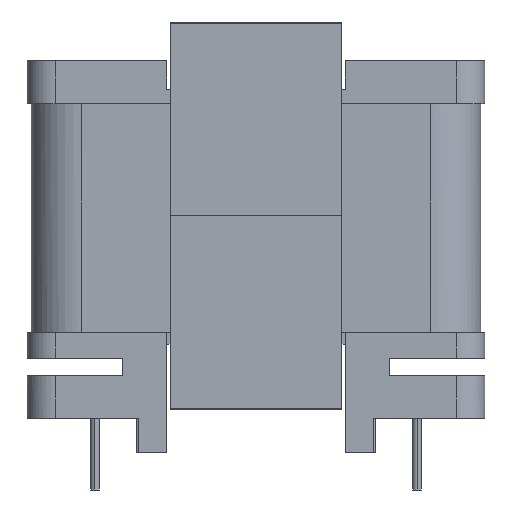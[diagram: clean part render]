
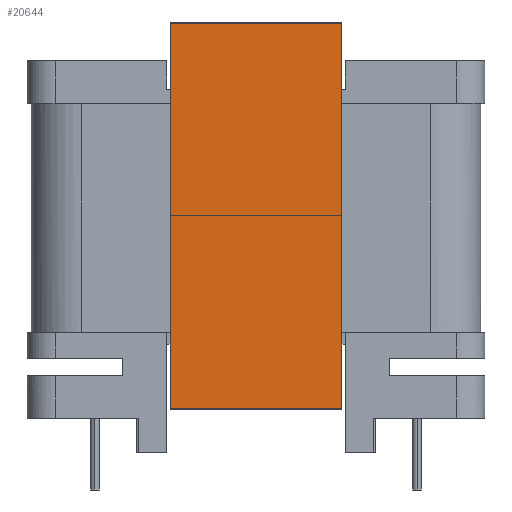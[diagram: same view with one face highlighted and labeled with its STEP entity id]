
A CAD part, left-side view. The second image highlights one B-rep face of the part: STEP entity #20644.
In plain terms, the highlighted free-form (B-spline) face has degree [1, 1] with [2, 2] control points.
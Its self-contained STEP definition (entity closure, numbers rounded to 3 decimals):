
#19232 = VERTEX_POINT('',#19233);
#19233 = CARTESIAN_POINT('',(-29.125,-8.578,
    39.601));
#19248 = VERTEX_POINT('',#19249);
#19249 = CARTESIAN_POINT('',(-29.125,8.578,
    39.601));
#19254 = EDGE_CURVE('',#19248,#19232,#19255,.T.);
#19255 = B_SPLINE_CURVE_WITH_KNOTS('',1,(#19256,#19257),.UNSPECIFIED.,
  .F.,.F.,(2,2),(-0.,12.),.PIECEWISE_BEZIER_KNOTS.);
#19256 = CARTESIAN_POINT('',(-29.125,8.578,
    39.601));
#19257 = CARTESIAN_POINT('',(-29.125,-8.578,
    39.601));
#20532 = EDGE_CURVE('',#20533,#19248,#20535,.T.);
#20533 = VERTEX_POINT('',#20534);
#20534 = CARTESIAN_POINT('',(-29.125,8.578,
    0.858));
#20535 = B_SPLINE_CURVE_WITH_KNOTS('',1,(#20536,#20537),.UNSPECIFIED.,
  .F.,.F.,(2,2),(-0.1,27.),.PIECEWISE_BEZIER_KNOTS.);
#20536 = CARTESIAN_POINT('',(-29.125,8.578,
    0.858));
#20537 = CARTESIAN_POINT('',(-29.125,8.578,
    39.601));
#20590 = EDGE_CURVE('',#20591,#19232,#20593,.T.);
#20591 = VERTEX_POINT('',#20592);
#20592 = CARTESIAN_POINT('',(-29.125,-8.578,
    0.858));
#20593 = B_SPLINE_CURVE_WITH_KNOTS('',1,(#20594,#20595),.UNSPECIFIED.,
  .F.,.F.,(2,2),(-0.1,27.),.PIECEWISE_BEZIER_KNOTS.);
#20594 = CARTESIAN_POINT('',(-29.125,-8.578,
    0.858));
#20595 = CARTESIAN_POINT('',(-29.125,-8.578,
    39.601));
#20644 = ADVANCED_FACE('',(#20645),#20655,.F.);
#20645 = FACE_BOUND('',#20646,.T.);
#20646 = EDGE_LOOP('',(#20647,#20648,#20649,#20650));
#20647 = ORIENTED_EDGE('',*,*,#20590,.T.);
#20648 = ORIENTED_EDGE('',*,*,#19254,.F.);
#20649 = ORIENTED_EDGE('',*,*,#20532,.F.);
#20650 = ORIENTED_EDGE('',*,*,#20651,.T.);
#20651 = EDGE_CURVE('',#20533,#20591,#20652,.T.);
#20652 = B_SPLINE_CURVE_WITH_KNOTS('',1,(#20653,#20654),.UNSPECIFIED.,
  .F.,.F.,(2,2),(-0.,12.),.PIECEWISE_BEZIER_KNOTS.);
#20653 = CARTESIAN_POINT('',(-29.125,8.578,
    0.858));
#20654 = CARTESIAN_POINT('',(-29.125,-8.578,
    0.858));
#20655 = B_SPLINE_SURFACE_WITH_KNOTS('',1,1,(
    (#20656,#20657)
    ,(#20658,#20659
    )),.UNSPECIFIED.,.F.,.F.,.F.,(2,2),(2,2),(-27.,0.1),(-12.,0.),
  .PIECEWISE_BEZIER_KNOTS.);
#20656 = CARTESIAN_POINT('',(-29.125,-8.578,
    39.601));
#20657 = CARTESIAN_POINT('',(-29.125,8.578,
    39.601));
#20658 = CARTESIAN_POINT('',(-29.125,-8.578,
    0.858));
#20659 = CARTESIAN_POINT('',(-29.125,8.578,
    0.858));
